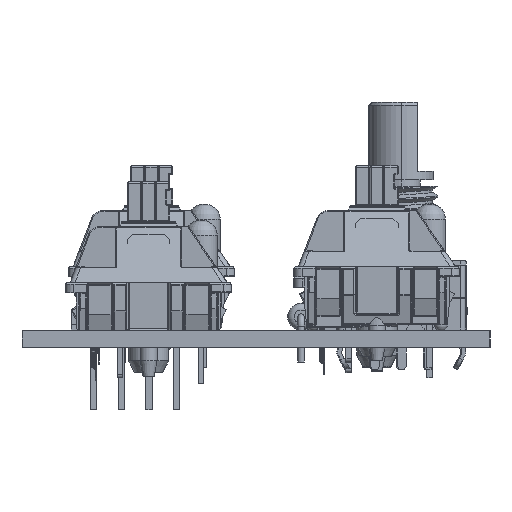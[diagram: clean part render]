
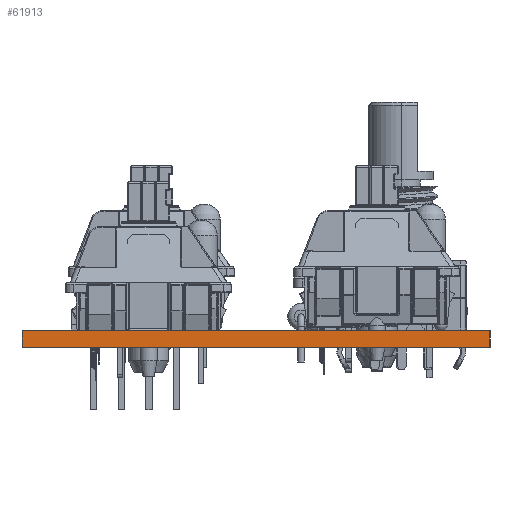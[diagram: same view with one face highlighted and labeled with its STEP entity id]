
A CAD part, left-side view. The second image highlights one B-rep face of the part: STEP entity #61913.
In plain terms, the highlighted planar face has unit normal (-1, 0, 0).
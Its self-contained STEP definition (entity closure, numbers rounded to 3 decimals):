
#61857 = VERTEX_POINT('',#61858);
#61858 = CARTESIAN_POINT('',(96.553,-119.522,1.51));
#61864 = EDGE_CURVE('',#61865,#61857,#61867,.T.);
#61865 = VERTEX_POINT('',#61866);
#61866 = CARTESIAN_POINT('',(96.553,-119.522,0.));
#61867 = LINE('',#61868,#61869);
#61868 = CARTESIAN_POINT('',(96.553,-119.522,0.));
#61869 = VECTOR('',#61870,1.);
#61870 = DIRECTION('',(0.,0.,1.));
#61913 = ADVANCED_FACE('',(#61914),#61939,.T.);
#61914 = FACE_BOUND('',#61915,.T.);
#61915 = EDGE_LOOP('',(#61916,#61917,#61925,#61933));
#61916 = ORIENTED_EDGE('',*,*,#61864,.T.);
#61917 = ORIENTED_EDGE('',*,*,#61918,.T.);
#61918 = EDGE_CURVE('',#61857,#61919,#61921,.T.);
#61919 = VERTEX_POINT('',#61920);
#61920 = CARTESIAN_POINT('',(96.553,-75.598,1.51));
#61921 = LINE('',#61922,#61923);
#61922 = CARTESIAN_POINT('',(96.553,-119.522,1.51));
#61923 = VECTOR('',#61924,1.);
#61924 = DIRECTION('',(0.,1.,0.));
#61925 = ORIENTED_EDGE('',*,*,#61926,.F.);
#61926 = EDGE_CURVE('',#61927,#61919,#61929,.T.);
#61927 = VERTEX_POINT('',#61928);
#61928 = CARTESIAN_POINT('',(96.553,-75.598,0.));
#61929 = LINE('',#61930,#61931);
#61930 = CARTESIAN_POINT('',(96.553,-75.598,0.));
#61931 = VECTOR('',#61932,1.);
#61932 = DIRECTION('',(0.,0.,1.));
#61933 = ORIENTED_EDGE('',*,*,#61934,.F.);
#61934 = EDGE_CURVE('',#61865,#61927,#61935,.T.);
#61935 = LINE('',#61936,#61937);
#61936 = CARTESIAN_POINT('',(96.553,-119.522,0.));
#61937 = VECTOR('',#61938,1.);
#61938 = DIRECTION('',(0.,1.,0.));
#61939 = PLANE('',#61940);
#61940 = AXIS2_PLACEMENT_3D('',#61941,#61942,#61943);
#61941 = CARTESIAN_POINT('',(96.553,-119.522,0.));
#61942 = DIRECTION('',(-1.,0.,0.));
#61943 = DIRECTION('',(0.,1.,0.));
